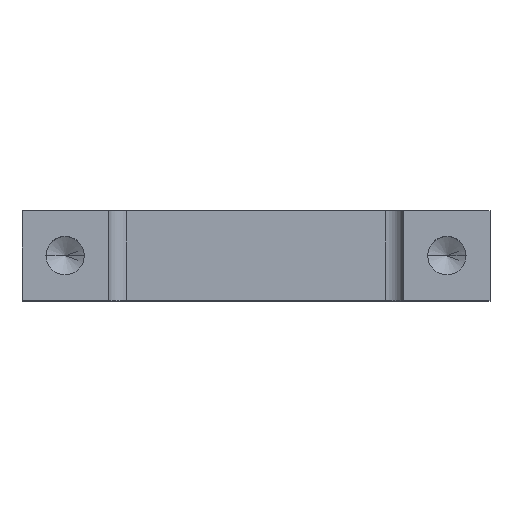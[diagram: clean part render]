
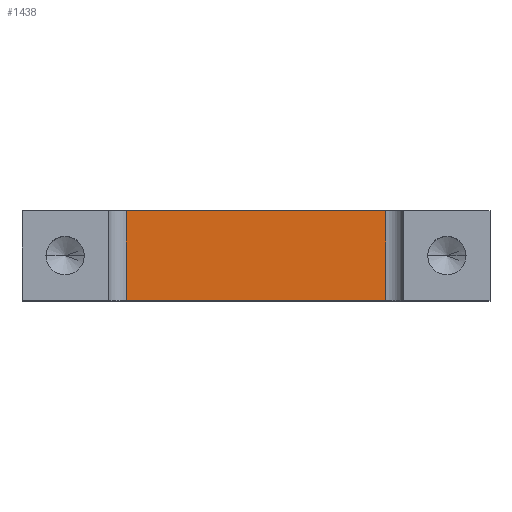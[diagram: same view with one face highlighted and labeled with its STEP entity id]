
A CAD part, top view. The second image highlights one B-rep face of the part: STEP entity #1438.
In plain terms, the highlighted planar face has unit normal (0, 0, 1).
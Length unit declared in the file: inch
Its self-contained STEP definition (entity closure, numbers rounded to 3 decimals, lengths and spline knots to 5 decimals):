
#2 = VECTOR ( 'NONE', #1472, 39.37008 ) ;
#16 = CARTESIAN_POINT ( 'NONE',  ( 0.36035, 0., 0.5375 ) ) ;
#107 = DIRECTION ( 'NONE',  ( -1., 0., 0. ) ) ;
#111 = DIRECTION ( 'NONE',  ( -1., 0., 0. ) ) ;
#128 = CARTESIAN_POINT ( 'NONE',  ( -0.41035, 0.25, 0.5375 ) ) ;
#133 = CARTESIAN_POINT ( 'NONE',  ( -0.41035, 0., 0.5375 ) ) ;
#203 = PLANE ( 'NONE',  #883 ) ;
#206 = CARTESIAN_POINT ( 'NONE',  ( 0.36035, 0.25, 0.5375 ) ) ;
#606 = DIRECTION ( 'NONE',  ( 0., -1., 0. ) ) ;
#616 = LINE ( 'NONE', #1937, #2 ) ;
#718 = ORIENTED_EDGE ( 'NONE', *, *, #1015, .T. ) ;
#883 = AXIS2_PLACEMENT_3D ( 'NONE', #1686, #1403, #1520 ) ;
#904 = ORIENTED_EDGE ( 'NONE', *, *, #1249, .T. ) ;
#945 = VERTEX_POINT ( 'NONE', #206 ) ;
#978 = EDGE_LOOP ( 'NONE', ( #1581, #904, #718, #1024 ) ) ;
#1015 = EDGE_CURVE ( 'NONE', #945, #2298, #1617, .T. ) ;
#1024 = ORIENTED_EDGE ( 'NONE', *, *, #2180, .T. ) ;
#1107 = VERTEX_POINT ( 'NONE', #16 ) ;
#1156 = VECTOR ( 'NONE', #111, 39.37008 ) ;
#1249 = EDGE_CURVE ( 'NONE', #1107, #945, #616, .T. ) ;
#1403 = DIRECTION ( 'NONE',  ( 0., 0., -1. ) ) ;
#1438 = ADVANCED_FACE ( 'NONE', ( #1710 ), #203, .F. ) ;
#1472 = DIRECTION ( 'NONE',  ( 0., 1., 0. ) ) ;
#1520 = DIRECTION ( 'NONE',  ( -1., 0., 0. ) ) ;
#1573 = CARTESIAN_POINT ( 'NONE',  ( -0.36035, 0., 0.5375 ) ) ;
#1581 = ORIENTED_EDGE ( 'NONE', *, *, #1838, .F. ) ;
#1617 = LINE ( 'NONE', #128, #1156 ) ;
#1686 = CARTESIAN_POINT ( 'NONE',  ( -0.41035, 0., 0.5375 ) ) ;
#1710 = FACE_OUTER_BOUND ( 'NONE', #978, .T. ) ;
#1796 = VERTEX_POINT ( 'NONE', #2108 ) ;
#1838 = EDGE_CURVE ( 'NONE', #1107, #1796, #1841, .T. ) ;
#1841 = LINE ( 'NONE', #133, #1991 ) ;
#1845 = VECTOR ( 'NONE', #606, 39.37008 ) ;
#1937 = CARTESIAN_POINT ( 'NONE',  ( 0.36035, 0.25, 0.5375 ) ) ;
#1991 = VECTOR ( 'NONE', #107, 39.37008 ) ;
#2012 = CARTESIAN_POINT ( 'NONE',  ( -0.36035, 0.25, 0.5375 ) ) ;
#2108 = CARTESIAN_POINT ( 'NONE',  ( -0.36035, 0., 0.5375 ) ) ;
#2180 = EDGE_CURVE ( 'NONE', #2298, #1796, #2259, .T. ) ;
#2259 = LINE ( 'NONE', #1573, #1845 ) ;
#2298 = VERTEX_POINT ( 'NONE', #2012 ) ;
